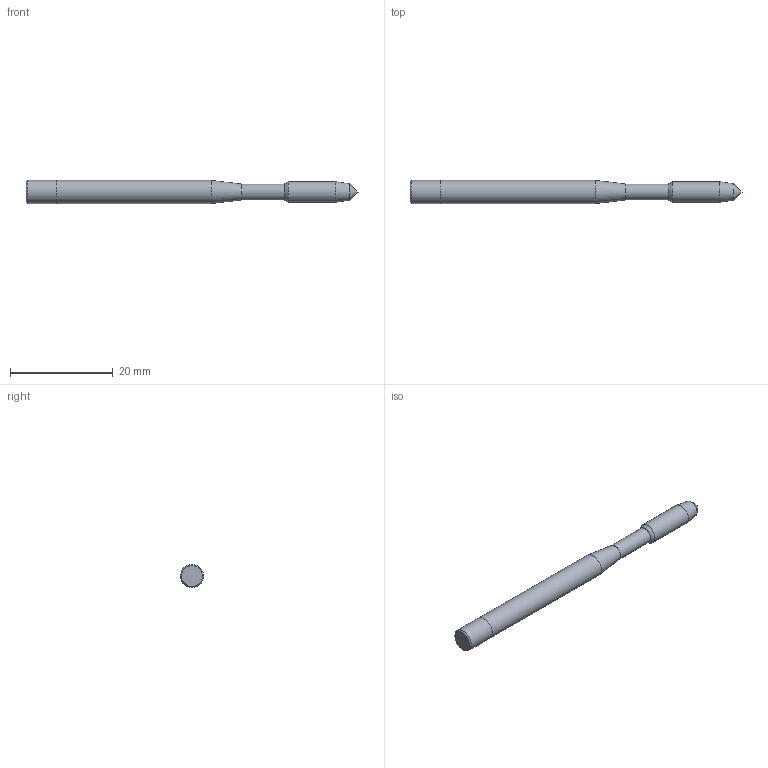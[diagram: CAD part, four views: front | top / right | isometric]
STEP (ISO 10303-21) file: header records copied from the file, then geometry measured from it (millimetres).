
FILE_DESCRIPTION(('STEP'), '1');
FILE_NAME('132680 M4.stp', '2021-03-03T10:52:14', (''), (''), 'HarmonyWare STEP v2.1.2-dev Express v3.0.0.0', '', '');
FILE_SCHEMA(('AUTOMOTIVE_DESIGN'));
Length unit declared in the file: millimetre
Products named in the file (1): NONE
Bounding box: 64.6 x 4.5 x 4.49 mm (x, y, z)
Volume: 861.6 mm3; surface area: 1101.2 mm2
Topology: 2 solids, 2 shells, 13 faces, 25 edges, 13 vertices
Faces by surface type: bspline 13
Entity records: 537 total; most frequent: CARTESIAN_POINT 365, ORIENTED_EDGE 48, EDGE_CURVE 24, ADVANCED_FACE 13, FACE_OUTER_BOUND 13, EDGE_LOOP 13, VERTEX_POINT 13, B_SPLINE_CURVE_WITH_KNOTS 12
